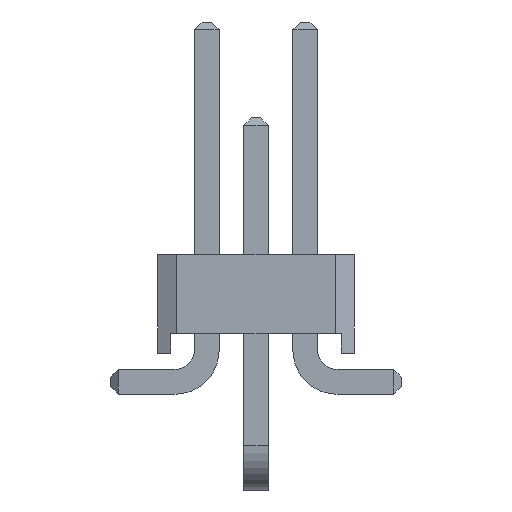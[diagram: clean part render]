
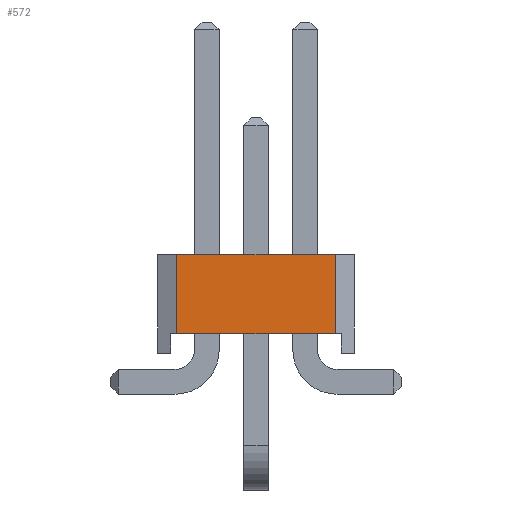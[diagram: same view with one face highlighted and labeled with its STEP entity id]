
A CAD part, left-side view. The second image highlights one B-rep face of the part: STEP entity #572.
In plain terms, the highlighted planar face has unit normal (-1, 0, 0).
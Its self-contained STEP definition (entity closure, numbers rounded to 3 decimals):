
#572 = ADVANCED_FACE( '', ( #1227 ), #1228, .T. );
#1227 = FACE_OUTER_BOUND( '', #1925, .T. );
#1228 = PLANE( '', #1926 );
#1925 = EDGE_LOOP( '', ( #3789, #3790, #3791, #3792 ) );
#1926 = AXIS2_PLACEMENT_3D( '', #3793, #3794, #3795 );
#3789 = ORIENTED_EDGE( '', *, *, #4298, .F. );
#3790 = ORIENTED_EDGE( '', *, *, #4199, .T. );
#3791 = ORIENTED_EDGE( '', *, *, #4644, .T. );
#3792 = ORIENTED_EDGE( '', *, *, #4485, .T. );
#3793 = CARTESIAN_POINT( '', ( -12.7, -2.54, -1.27 ) );
#3794 = DIRECTION( '', ( -1., 0., 0. ) );
#3795 = DIRECTION( '', ( 0., 0., 1. ) );
#4199 = EDGE_CURVE( '', #5098, #5096, #5099, .T. );
#4298 = EDGE_CURVE( '', #5098, #5277, #5278, .T. );
#4485 = EDGE_CURVE( '', #5580, #5277, #5581, .T. );
#4644 = EDGE_CURVE( '', #5096, #5580, #5793, .T. );
#5096 = VERTEX_POINT( '', #6389 );
#5098 = VERTEX_POINT( '', #6392 );
#5099 = LINE( '', #6393, #6394 );
#5277 = VERTEX_POINT( '', #6661 );
#5278 = LINE( '', #6662, #6663 );
#5580 = VERTEX_POINT( '', #7126 );
#5581 = LINE( '', #7127, #7128 );
#5793 = LINE( '', #7449, #7450 );
#6389 = CARTESIAN_POINT( '', ( -12.7, -2.04, -0.77 ) );
#6392 = CARTESIAN_POINT( '', ( -12.7, 2.04, -0.77 ) );
#6393 = CARTESIAN_POINT( '', ( -12.7, -2.54, -0.77 ) );
#6394 = VECTOR( '', #7910, 1000. );
#6661 = CARTESIAN_POINT( '', ( -12.7, 2.04, 1.27 ) );
#6662 = CARTESIAN_POINT( '', ( -12.7, 2.04, -25.001 ) );
#6663 = VECTOR( '', #8000, 1000. );
#7126 = CARTESIAN_POINT( '', ( -12.7, -2.04, 1.27 ) );
#7127 = CARTESIAN_POINT( '', ( -12.7, -2.54, 1.27 ) );
#7128 = VECTOR( '', #8162, 1000. );
#7449 = CARTESIAN_POINT( '', ( -12.7, -2.04, -25.001 ) );
#7450 = VECTOR( '', #8278, 1000. );
#7910 = DIRECTION( '', ( 0., -1., 0. ) );
#8000 = DIRECTION( '', ( 0., 0., 1. ) );
#8162 = DIRECTION( '', ( 0., 1., 0. ) );
#8278 = DIRECTION( '', ( 0., 0., 1. ) );
